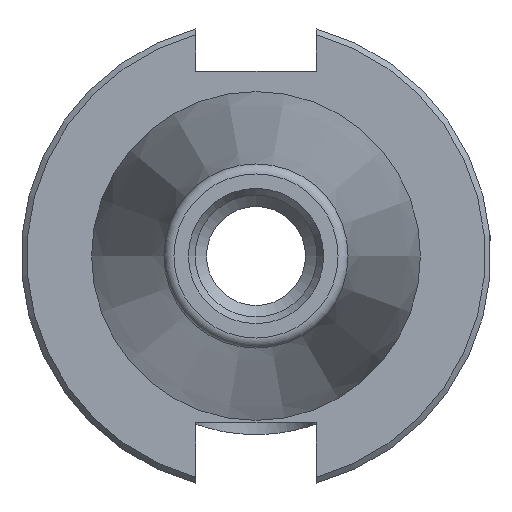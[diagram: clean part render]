
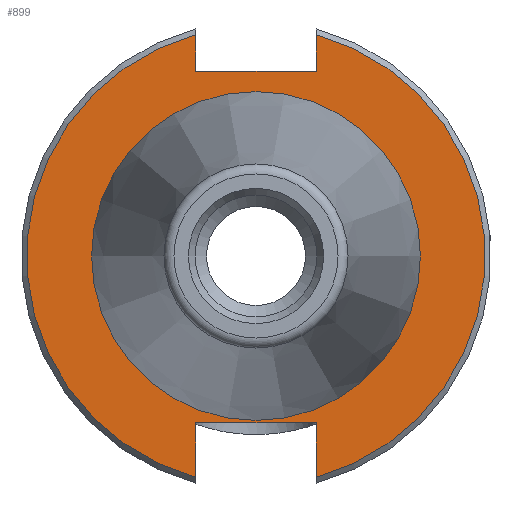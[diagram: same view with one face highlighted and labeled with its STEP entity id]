
A CAD part, left-side view. The second image highlights one B-rep face of the part: STEP entity #899.
In plain terms, the highlighted planar face has unit normal (-1, 0, 0).
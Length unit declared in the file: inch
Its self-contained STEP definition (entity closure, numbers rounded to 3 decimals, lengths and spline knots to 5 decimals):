
#341=CARTESIAN_POINT('',(0.125,0.32,-0.888));
#342=VERTEX_POINT('',#341);
#350=CARTESIAN_POINT('',(0.125,-0.32,-0.888));
#351=VERTEX_POINT('',#350);
#358=CARTESIAN_POINT('',(0.125,0.32,-0.888));
#359=DIRECTION('',(0.0,-1.0,0.0));
#360=VECTOR('',#359,0.64);
#361=LINE('',#358,#360);
#362=EDGE_CURVE('',#342,#351,#361,.T.);
#544=CARTESIAN_POINT('',(0.125,0.32,-1.17729));
#545=VERTEX_POINT('',#544);
#546=CARTESIAN_POINT('',(0.125,0.32,-1.17729));
#547=DIRECTION('',(0.0,0.0,1.0));
#548=VECTOR('',#547,0.28929);
#549=LINE('',#546,#548);
#550=EDGE_CURVE('',#545,#342,#549,.T.);
#778=CARTESIAN_POINT('',(0.125,-0.32,-1.17729));
#779=VERTEX_POINT('',#778);
#793=CARTESIAN_POINT('',(0.125,-0.32,-0.888));
#794=DIRECTION('',(0.0,0.0,-1.0));
#795=VECTOR('',#794,0.28929);
#796=LINE('',#793,#795);
#797=EDGE_CURVE('',#351,#779,#796,.T.);
#821=CARTESIAN_POINT('',(0.125,-0.32,1.17729));
#822=VERTEX_POINT('',#821);
#836=CARTESIAN_POINT('',(0.125,0.0,0.0));
#837=DIRECTION('',(1.0,0.0,0.0));
#838=DIRECTION('',(0.0,-1.0,0.0));
#839=AXIS2_PLACEMENT_3D('',#836,#837,#838);
#840=CIRCLE('',#839,1.22);
#841=EDGE_CURVE('',#822,#779,#840,.T.);
#846=CARTESIAN_POINT('',(0.125,1.0625,0.0));
#847=DIRECTION('',(-1.0,0.0,0.0));
#848=DIRECTION('',(0.0,0.0,1.0));
#849=AXIS2_PLACEMENT_3D('',#846,#847,#848);
#850=PLANE('',#849);
#851=ORIENTED_EDGE('',*,*,#841,.F.);
#852=CARTESIAN_POINT('',(0.125,-0.32,0.983));
#853=VERTEX_POINT('',#852);
#854=CARTESIAN_POINT('',(0.125,-0.32,1.17729));
#855=DIRECTION('',(0.0,0.0,-1.0));
#856=VECTOR('',#855,0.19429);
#857=LINE('',#854,#856);
#858=EDGE_CURVE('',#822,#853,#857,.T.);
#859=ORIENTED_EDGE('',*,*,#858,.T.);
#860=CARTESIAN_POINT('',(0.125,0.32,0.983));
#861=VERTEX_POINT('',#860);
#862=CARTESIAN_POINT('',(0.125,-0.32,0.983));
#863=DIRECTION('',(0.0,1.0,0.0));
#864=VECTOR('',#863,0.64);
#865=LINE('',#862,#864);
#866=EDGE_CURVE('',#853,#861,#865,.T.);
#867=ORIENTED_EDGE('',*,*,#866,.T.);
#868=CARTESIAN_POINT('',(0.125,0.32,1.17729));
#869=VERTEX_POINT('',#868);
#870=CARTESIAN_POINT('',(0.125,0.32,0.983));
#871=DIRECTION('',(0.0,0.0,1.0));
#872=VECTOR('',#871,0.19429);
#873=LINE('',#870,#872);
#874=EDGE_CURVE('',#861,#869,#873,.T.);
#875=ORIENTED_EDGE('',*,*,#874,.T.);
#876=CARTESIAN_POINT('',(0.125,0.0,0.0));
#877=DIRECTION('',(1.0,0.0,0.0));
#878=DIRECTION('',(0.0,1.0,0.0));
#879=AXIS2_PLACEMENT_3D('',#876,#877,#878);
#880=CIRCLE('',#879,1.22);
#881=EDGE_CURVE('',#545,#869,#880,.T.);
#882=ORIENTED_EDGE('',*,*,#881,.F.);
#883=ORIENTED_EDGE('',*,*,#550,.T.);
#884=ORIENTED_EDGE('',*,*,#362,.T.);
#885=ORIENTED_EDGE('',*,*,#797,.T.);
#886=EDGE_LOOP('',(#851,#859,#867,#875,#882,#883,#884,#885));
#887=FACE_OUTER_BOUND('',#886,.T.);
#888=CARTESIAN_POINT('',(0.125,0.875,0.0));
#889=VERTEX_POINT('',#888);
#890=CARTESIAN_POINT('',(0.125,0.0,0.0));
#891=DIRECTION('',(1.0,0.,0.0));
#892=DIRECTION('',(0.,1.0,0.0));
#893=AXIS2_PLACEMENT_3D('',#890,#891,#892);
#894=CIRCLE('',#893,0.875);
#895=EDGE_CURVE('',#889,#889,#894,.T.);
#896=ORIENTED_EDGE('',*,*,#895,.T.);
#897=EDGE_LOOP('',(#896));
#898=FACE_BOUND('',#897,.T.);
#899=ADVANCED_FACE('',(#887,#898),#850,.T.);
